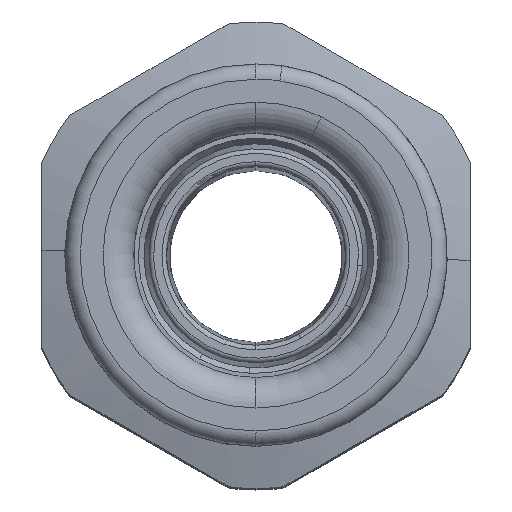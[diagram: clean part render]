
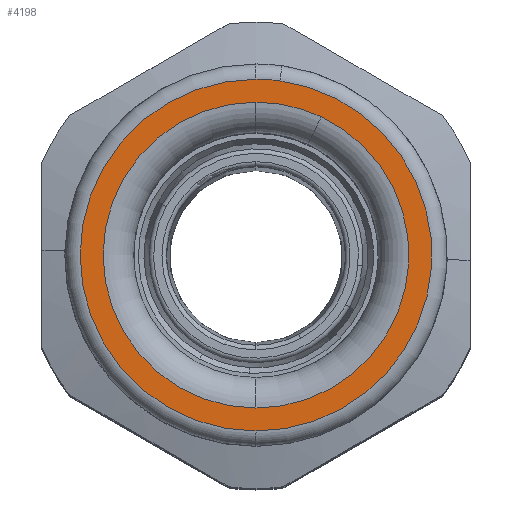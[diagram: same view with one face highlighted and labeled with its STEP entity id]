
A CAD part, top view. The second image highlights one B-rep face of the part: STEP entity #4198.
In plain terms, the highlighted planar face has unit normal (0, 0, 1).
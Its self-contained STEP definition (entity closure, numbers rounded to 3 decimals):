
#4061=AXIS2_PLACEMENT_3D('Circle Axis2P3D',#4059,#4060,$) ;
#4078=AXIS2_PLACEMENT_3D('Circle Axis2P3D',#4076,#4077,$) ;
#4102=AXIS2_PLACEMENT_3D('Circle Axis2P3D',#4100,#4101,$) ;
#4165=AXIS2_PLACEMENT_3D('Plane Axis2P3D',#4162,#4163,#4164) ;
#4174=AXIS2_PLACEMENT_3D('Circle Axis2P3D',#4172,#4173,$) ;
#4183=AXIS2_PLACEMENT_3D('Circle Axis2P3D',#4181,#4182,$) ;
#4190=AXIS2_PLACEMENT_3D('Circle Axis2P3D',#4188,#4189,$) ;
#4049=CARTESIAN_POINT('Vertex',(15.566,26.643,82.4)) ;
#4056=CARTESIAN_POINT('Vertex',(14.,26.75,82.4)) ;
#4059=CARTESIAN_POINT('Axis2P3D Location',(14.,15.25,82.4)) ;
#4076=CARTESIAN_POINT('Axis2P3D Location',(14.,15.25,82.4)) ;
#4080=CARTESIAN_POINT('Vertex',(14.,3.75,82.4)) ;
#4100=CARTESIAN_POINT('Axis2P3D Location',(14.,15.25,82.4)) ;
#4162=CARTESIAN_POINT('Axis2P3D Location',(14.,15.25,82.4)) ;
#4172=CARTESIAN_POINT('Axis2P3D Location',(14.,15.25,82.4)) ;
#4176=CARTESIAN_POINT('Vertex',(18.265,24.295,82.4)) ;
#4178=CARTESIAN_POINT('Vertex',(14.,25.25,82.4)) ;
#4181=CARTESIAN_POINT('Axis2P3D Location',(14.,15.25,82.4)) ;
#4185=CARTESIAN_POINT('Vertex',(14.,5.25,82.4)) ;
#4188=CARTESIAN_POINT('Axis2P3D Location',(14.,15.25,82.4)) ;
#4060=DIRECTION('Axis2P3D Direction',(0.,0.,1.)) ;
#4077=DIRECTION('Axis2P3D Direction',(0.,0.,1.)) ;
#4101=DIRECTION('Axis2P3D Direction',(0.,0.,1.)) ;
#4163=DIRECTION('Axis2P3D Direction',(0.,0.,1.)) ;
#4164=DIRECTION('Axis2P3D XDirection',(0.,1.,0.)) ;
#4173=DIRECTION('Axis2P3D Direction',(0.,0.,1.)) ;
#4182=DIRECTION('Axis2P3D Direction',(0.,0.,1.)) ;
#4189=DIRECTION('Axis2P3D Direction',(0.,0.,1.)) ;
#4168=ORIENTED_EDGE('',*,*,#4104,.T.) ;
#4169=ORIENTED_EDGE('',*,*,#4082,.T.) ;
#4170=ORIENTED_EDGE('',*,*,#4063,.T.) ;
#4194=ORIENTED_EDGE('',*,*,#4180,.F.) ;
#4195=ORIENTED_EDGE('',*,*,#4187,.F.) ;
#4196=ORIENTED_EDGE('',*,*,#4192,.F.) ;
#4197=FACE_BOUND('',#4193,.T.) ;
#4198=ADVANCED_FACE('Body',(#4171,#4197),#4166,.T.) ;
#4062=CIRCLE('generated circle',#4061,11.5) ;
#4079=CIRCLE('generated circle',#4078,11.5) ;
#4103=CIRCLE('generated circle',#4102,11.5) ;
#4175=CIRCLE('generated circle',#4174,10.) ;
#4184=CIRCLE('generated circle',#4183,10.) ;
#4191=CIRCLE('generated circle',#4190,10.) ;
#4063=EDGE_CURVE('',#4050,#4057,#4062,.T.) ;
#4082=EDGE_CURVE('',#4081,#4050,#4079,.T.) ;
#4104=EDGE_CURVE('',#4057,#4081,#4103,.T.) ;
#4180=EDGE_CURVE('',#4177,#4179,#4175,.T.) ;
#4187=EDGE_CURVE('',#4186,#4177,#4184,.T.) ;
#4192=EDGE_CURVE('',#4179,#4186,#4191,.T.) ;
#4167=EDGE_LOOP('',(#4168,#4169,#4170)) ;
#4193=EDGE_LOOP('',(#4194,#4195,#4196)) ;
#4171=FACE_OUTER_BOUND('',#4167,.T.) ;
#4166=PLANE('',#4165) ;
#4050=VERTEX_POINT('',#4049) ;
#4057=VERTEX_POINT('',#4056) ;
#4081=VERTEX_POINT('',#4080) ;
#4177=VERTEX_POINT('',#4176) ;
#4179=VERTEX_POINT('',#4178) ;
#4186=VERTEX_POINT('',#4185) ;
